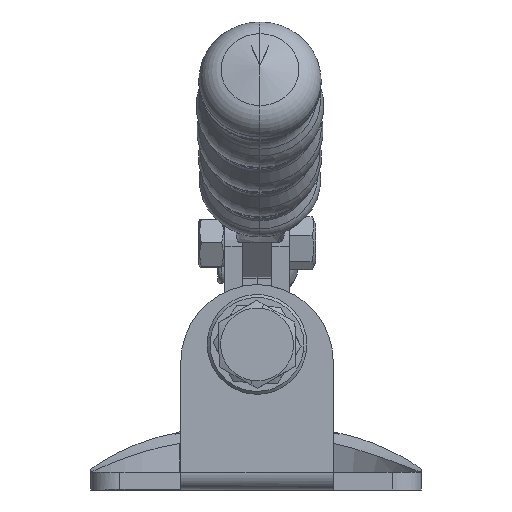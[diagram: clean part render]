
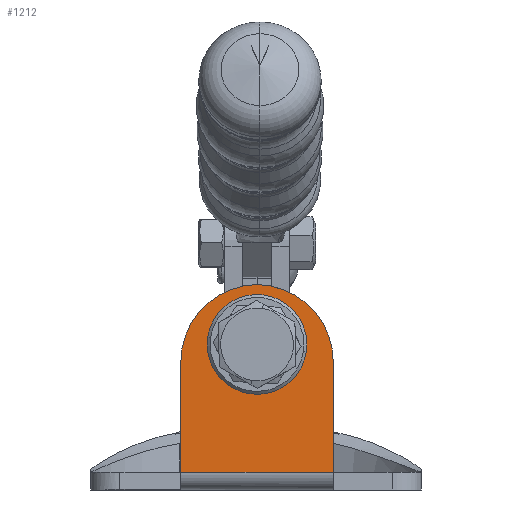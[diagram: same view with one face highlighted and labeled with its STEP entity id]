
A CAD part, left-side view. The second image highlights one B-rep face of the part: STEP entity #1212.
In plain terms, the highlighted planar face has unit normal (-1, 0, 0).
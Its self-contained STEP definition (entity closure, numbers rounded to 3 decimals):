
#1083 = CARTESIAN_POINT ( 'NONE',  ( -42.4, 0., 17.6 ) ) ;
#1212 = ADVANCED_FACE ( 'NONE', ( #41591, #40500 ), #7413, .F. ) ;
#1716 = LINE ( 'NONE', #5013, #28025 ) ;
#2202 = EDGE_CURVE ( 'NONE', #36347, #20731, #2363, .T. ) ;
#2363 = CIRCLE ( 'NONE', #10571, 7.2 ) ;
#2670 = CARTESIAN_POINT ( 'NONE',  ( -42.4, 0.25, 21.75 ) ) ;
#3112 = EDGE_LOOP ( 'NONE', ( #39913, #12302 ) ) ;
#3710 = VECTOR ( 'NONE', #16465, 1000. ) ;
#4163 = VERTEX_POINT ( 'NONE', #41924 ) ;
#5013 = CARTESIAN_POINT ( 'NONE',  ( -42.4, 13., 3. ) ) ;
#5133 = DIRECTION ( 'NONE',  ( -1., 0., 0. ) ) ;
#5746 = LINE ( 'NONE', #43575, #40169 ) ;
#6139 = DIRECTION ( 'NONE',  ( 0., 0., -1. ) ) ;
#6485 = AXIS2_PLACEMENT_3D ( 'NONE', #27863, #7298, #31311 ) ;
#6609 = EDGE_CURVE ( 'NONE', #20731, #36347, #9821, .T. ) ;
#7298 = DIRECTION ( 'NONE',  ( -1., 0., 0. ) ) ;
#7413 = PLANE ( 'NONE',  #40834 ) ;
#9078 = VERTEX_POINT ( 'NONE', #26300 ) ;
#9821 = CIRCLE ( 'NONE', #13652, 7.2 ) ;
#10324 = CARTESIAN_POINT ( 'NONE',  ( -42.4, 13., 3. ) ) ;
#10571 = AXIS2_PLACEMENT_3D ( 'NONE', #25688, #5133, #29133 ) ;
#10825 = DIRECTION ( 'NONE',  ( 1., 0., 0. ) ) ;
#12302 = ORIENTED_EDGE ( 'NONE', *, *, #6609, .F. ) ;
#12491 = DIRECTION ( 'NONE',  ( -1., 0., 0. ) ) ;
#12612 = DIRECTION ( 'NONE',  ( 0., -1., 0. ) ) ;
#12909 = CARTESIAN_POINT ( 'NONE',  ( -42.4, -13., 3. ) ) ;
#13652 = AXIS2_PLACEMENT_3D ( 'NONE', #33106, #12491, #36543 ) ;
#14148 = CIRCLE ( 'NONE', #28689, 13.25 ) ;
#16200 = EDGE_LOOP ( 'NONE', ( #22564, #38484, #18097, #38363, #32464 ) ) ;
#16465 = DIRECTION ( 'NONE',  ( 0., 0., -1. ) ) ;
#16466 = EDGE_CURVE ( 'NONE', #4163, #22340, #1716, .T. ) ;
#18097 = ORIENTED_EDGE ( 'NONE', *, *, #16466, .T. ) ;
#18099 = CARTESIAN_POINT ( 'NONE',  ( -42.4, -13., 21.75 ) ) ;
#19197 = CARTESIAN_POINT ( 'NONE',  ( -42.4, 0., 32. ) ) ;
#20731 = VERTEX_POINT ( 'NONE', #1083 ) ;
#22107 = DIRECTION ( 'NONE',  ( 0., 0., -1. ) ) ;
#22340 = VERTEX_POINT ( 'NONE', #10324 ) ;
#22564 = ORIENTED_EDGE ( 'NONE', *, *, #39371, .T. ) ;
#24506 = CARTESIAN_POINT ( 'NONE',  ( -42.4, 0., 3. ) ) ;
#24706 = CIRCLE ( 'NONE', #6485, 13.25 ) ;
#25688 = CARTESIAN_POINT ( 'NONE',  ( -42.4, 0., 24.8 ) ) ;
#26300 = CARTESIAN_POINT ( 'NONE',  ( -42.4, 0., 34.998 ) ) ;
#26683 = DIRECTION ( 'NONE',  ( -1., 0., 0. ) ) ;
#27863 = CARTESIAN_POINT ( 'NONE',  ( -42.4, -0.25, 21.75 ) ) ;
#28025 = VECTOR ( 'NONE', #22107, 1000. ) ;
#28477 = EDGE_CURVE ( 'NONE', #33075, #36032, #30029, .T. ) ;
#28689 = AXIS2_PLACEMENT_3D ( 'NONE', #2670, #26683, #6139 ) ;
#29133 = DIRECTION ( 'NONE',  ( 0., 0., 1. ) ) ;
#30029 = LINE ( 'NONE', #40551, #3710 ) ;
#31311 = DIRECTION ( 'NONE',  ( 0., 0., -1. ) ) ;
#31903 = EDGE_CURVE ( 'NONE', #9078, #4163, #24706, .T. ) ;
#32464 = ORIENTED_EDGE ( 'NONE', *, *, #28477, .F. ) ;
#33075 = VERTEX_POINT ( 'NONE', #18099 ) ;
#33106 = CARTESIAN_POINT ( 'NONE',  ( -42.4, 0., 24.8 ) ) ;
#34887 = DIRECTION ( 'NONE',  ( 0., 0., -1. ) ) ;
#35970 = EDGE_CURVE ( 'NONE', #22340, #36032, #5746, .T. ) ;
#36032 = VERTEX_POINT ( 'NONE', #12909 ) ;
#36347 = VERTEX_POINT ( 'NONE', #19197 ) ;
#36543 = DIRECTION ( 'NONE',  ( 0., 0., 1. ) ) ;
#38363 = ORIENTED_EDGE ( 'NONE', *, *, #35970, .T. ) ;
#38484 = ORIENTED_EDGE ( 'NONE', *, *, #31903, .T. ) ;
#39371 = EDGE_CURVE ( 'NONE', #33075, #9078, #14148, .T. ) ;
#39913 = ORIENTED_EDGE ( 'NONE', *, *, #2202, .F. ) ;
#40169 = VECTOR ( 'NONE', #12612, 1000. ) ;
#40500 = FACE_OUTER_BOUND ( 'NONE', #16200, .T. ) ;
#40551 = CARTESIAN_POINT ( 'NONE',  ( -42.4, -13., 3. ) ) ;
#40834 = AXIS2_PLACEMENT_3D ( 'NONE', #24506, #10825, #34887 ) ;
#41591 = FACE_BOUND ( 'NONE', #3112, .T. ) ;
#41924 = CARTESIAN_POINT ( 'NONE',  ( -42.4, 13., 21.75 ) ) ;
#43575 = CARTESIAN_POINT ( 'NONE',  ( -42.4, -13., 3. ) ) ;
